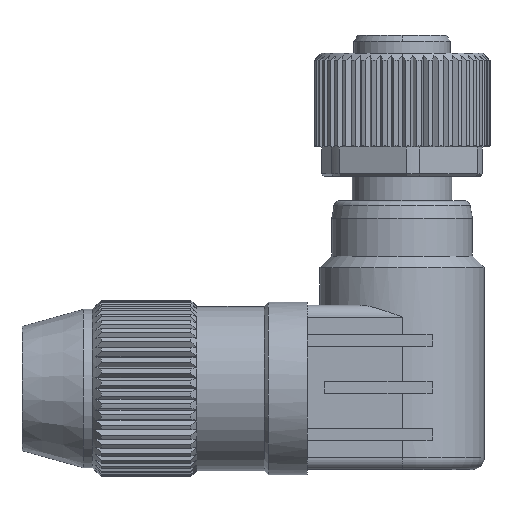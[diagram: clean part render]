
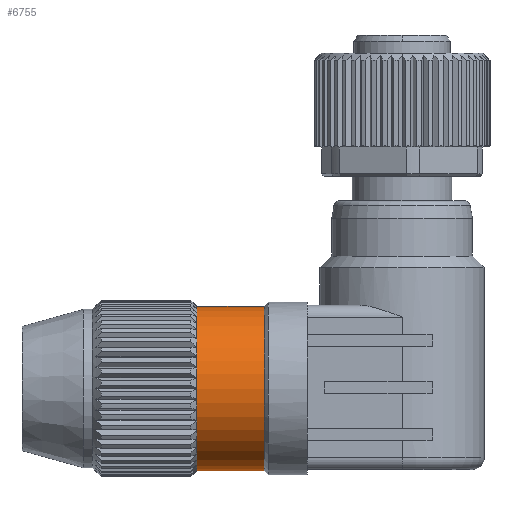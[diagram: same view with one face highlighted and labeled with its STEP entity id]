
A CAD part, front view. The second image highlights one B-rep face of the part: STEP entity #6755.
In plain terms, the highlighted cylindrical face has radius 7 mm (diameter 14 mm), a partial arc.
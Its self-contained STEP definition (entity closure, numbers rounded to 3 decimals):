
#499 = EDGE_CURVE ( 'NONE', #8532, #9577, #16150, .T. ) ;
#634 = EDGE_CURVE ( 'NONE', #10155, #6222, #12102, .T. ) ;
#763 = EDGE_CURVE ( 'NONE', #9577, #9597, #10626, .T. ) ;
#1407 = DIRECTION ( 'NONE',  ( 1., 0., 0. ) ) ;
#1785 = VECTOR ( 'NONE', #15781, 1000. ) ;
#2360 = ORIENTED_EDGE ( 'NONE', *, *, #634, .T. ) ;
#2457 = DIRECTION ( 'NONE',  ( -1., 0., 0. ) ) ;
#3056 = ORIENTED_EDGE ( 'NONE', *, *, #763, .F. ) ;
#3075 = AXIS2_PLACEMENT_3D ( 'NONE', #13052, #12879, #15763 ) ;
#3275 = DIRECTION ( 'NONE',  ( -1., 0., 0. ) ) ;
#3396 = VECTOR ( 'NONE', #3275, 1000. ) ;
#3887 = FACE_OUTER_BOUND ( 'NONE', #13672, .T. ) ;
#4865 = EDGE_CURVE ( 'NONE', #8532, #10155, #14968, .T. ) ;
#5573 = CARTESIAN_POINT ( 'NONE',  ( 0.4, 0., 7. ) ) ;
#5582 = CARTESIAN_POINT ( 'NONE',  ( 6.15, 0., -7. ) ) ;
#6001 = ORIENTED_EDGE ( 'NONE', *, *, #4865, .T. ) ;
#6222 = VERTEX_POINT ( 'NONE', #6662 ) ;
#6252 = CARTESIAN_POINT ( 'NONE',  ( 6.438, 0., 0. ) ) ;
#6662 = CARTESIAN_POINT ( 'NONE',  ( 0.4, -7., 0. ) ) ;
#6755 = ADVANCED_FACE ( 'NONE', ( #3887 ), #16200, .T. ) ;
#7513 = AXIS2_PLACEMENT_3D ( 'NONE', #16149, #17534, #8073 ) ;
#7658 = CIRCLE ( 'NONE', #11899, 7. ) ;
#8073 = DIRECTION ( 'NONE',  ( 0., 0., -1. ) ) ;
#8532 = VERTEX_POINT ( 'NONE', #8671 ) ;
#8671 = CARTESIAN_POINT ( 'NONE',  ( 6.15, 0., 7. ) ) ;
#9577 = VERTEX_POINT ( 'NONE', #5582 ) ;
#9597 = VERTEX_POINT ( 'NONE', #16440 ) ;
#9696 = AXIS2_PLACEMENT_3D ( 'NONE', #6252, #2457, #13815 ) ;
#10155 = VERTEX_POINT ( 'NONE', #5573 ) ;
#10569 = EDGE_CURVE ( 'NONE', #6222, #9597, #7658, .T. ) ;
#10626 = LINE ( 'NONE', #11406, #3396 ) ;
#10828 = CARTESIAN_POINT ( 'NONE',  ( 0.4, 0., 0. ) ) ;
#11054 = CARTESIAN_POINT ( 'NONE',  ( 6.438, 0., 7. ) ) ;
#11406 = CARTESIAN_POINT ( 'NONE',  ( 6.438, 0., -7. ) ) ;
#11899 = AXIS2_PLACEMENT_3D ( 'NONE', #10828, #1407, #13758 ) ;
#12102 = CIRCLE ( 'NONE', #3075, 7. ) ;
#12879 = DIRECTION ( 'NONE',  ( 1., 0., 0. ) ) ;
#13052 = CARTESIAN_POINT ( 'NONE',  ( 0.4, 0., 0. ) ) ;
#13672 = EDGE_LOOP ( 'NONE', ( #3056, #13683, #6001, #2360, #16441 ) ) ;
#13683 = ORIENTED_EDGE ( 'NONE', *, *, #499, .F. ) ;
#13758 = DIRECTION ( 'NONE',  ( 0., 0., 1. ) ) ;
#13815 = DIRECTION ( 'NONE',  ( 0., 0., 1. ) ) ;
#14968 = LINE ( 'NONE', #11054, #1785 ) ;
#15763 = DIRECTION ( 'NONE',  ( 0., 0., 1. ) ) ;
#15781 = DIRECTION ( 'NONE',  ( -1., 0., 0. ) ) ;
#16149 = CARTESIAN_POINT ( 'NONE',  ( 6.15, 0., 0. ) ) ;
#16150 = CIRCLE ( 'NONE', #7513, 7. ) ;
#16200 = CYLINDRICAL_SURFACE ( 'NONE', #9696, 7. ) ;
#16440 = CARTESIAN_POINT ( 'NONE',  ( 0.4, 0., -7. ) ) ;
#16441 = ORIENTED_EDGE ( 'NONE', *, *, #10569, .T. ) ;
#17534 = DIRECTION ( 'NONE',  ( 1., 0., 0. ) ) ;
